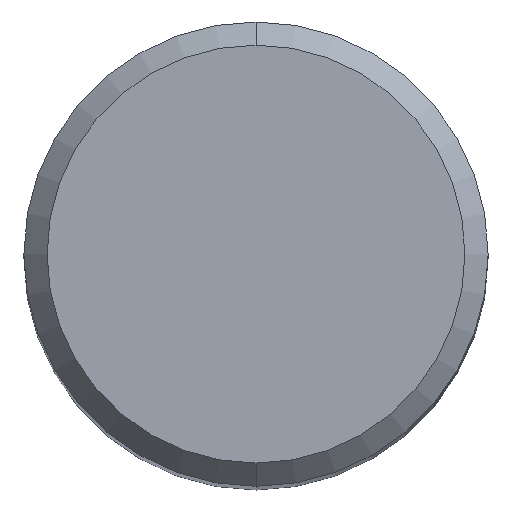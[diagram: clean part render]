
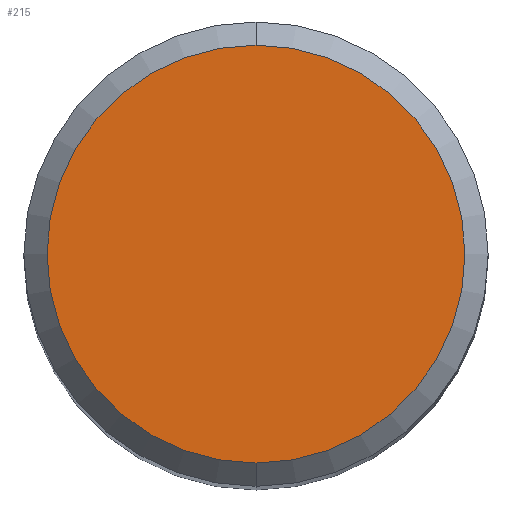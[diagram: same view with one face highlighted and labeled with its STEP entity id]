
A CAD part, top view. The second image highlights one B-rep face of the part: STEP entity #215.
In plain terms, the highlighted planar face has unit normal (0, 0, 1).
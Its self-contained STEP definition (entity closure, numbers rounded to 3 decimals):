
#113=VERTEX_POINT('',#265);
#139=EDGE_CURVE('',#113,#145,#294,.T.);
#145=VERTEX_POINT('',#301);
#209=EDGE_CURVE('',#145,#113,#372,.T.);
#215=ADVANCED_FACE('',(#380),#381,.T.);
#265=CARTESIAN_POINT('',(0.,-3.6,0.));
#294=CIRCLE('',#470,3.6);
#301=CARTESIAN_POINT('',(0.0,3.6,0.));
#372=CIRCLE('',#573,3.6);
#380=FACE_OUTER_BOUND('',#581,.T.);
#381=PLANE('',#582);
#470=AXIS2_PLACEMENT_3D('',#654,#655,#656);
#573=AXIS2_PLACEMENT_3D('',#753,#754,#755);
#581=EDGE_LOOP('',(#773,#774));
#582=AXIS2_PLACEMENT_3D('',#775,#776,#777);
#654=CARTESIAN_POINT('',(0.0,0.0,0.));
#655=DIRECTION('',(0.0,0.0,-1.0));
#656=DIRECTION('',(0.0,1.0,0.0));
#753=CARTESIAN_POINT('',(0.0,0.0,0.));
#754=DIRECTION('',(0.0,0.0,-1.0));
#755=DIRECTION('',(0.0,1.0,0.0));
#773=ORIENTED_EDGE('',*,*,#209,.F.);
#774=ORIENTED_EDGE('',*,*,#139,.F.);
#775=CARTESIAN_POINT('',(0.0,1.8,0.));
#776=DIRECTION('',(-0.0,0.0,1.0));
#777=DIRECTION('',(0.0,-1.0,0.0));
